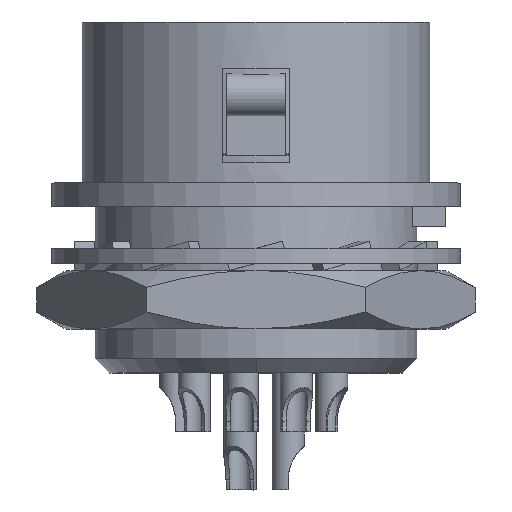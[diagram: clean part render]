
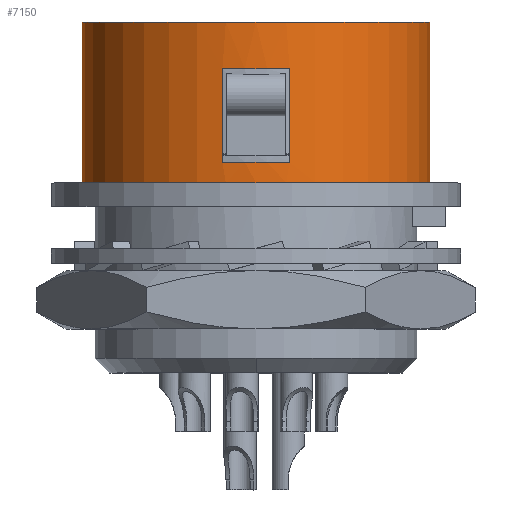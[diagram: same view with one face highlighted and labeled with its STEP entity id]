
A CAD part, top view. The second image highlights one B-rep face of the part: STEP entity #7150.
In plain terms, the highlighted cylindrical face has radius 5.95 mm (diameter 11.9 mm), a partial arc.
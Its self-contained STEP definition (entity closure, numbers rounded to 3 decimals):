
#210=CARTESIAN_POINT('',(0.,6.5,0.
));
#220=DIRECTION('',(0.,1.,0.));
#230=DIRECTION('',(-1.,0.,0.));
#240=AXIS2_PLACEMENT_3D('',#210,#220,#230);
#250=CIRCLE('',#240,5.95);
#260=CARTESIAN_POINT('',(5.95,6.5,0.));
#270=VERTEX_POINT('',#260);
#280=CARTESIAN_POINT('',(-5.95,6.5,0.));
#290=VERTEX_POINT('',#280);
#320=EDGE_CURVE('',#290,#270,#250,.T.);
#2980=CARTESIAN_POINT('',(0.,12.,
0.));
#2990=DIRECTION('',(0.,1.,0.));
#3000=DIRECTION('',(-1.,0.,0.));
#3010=AXIS2_PLACEMENT_3D('',#2980,#2990,#3000);
#3020=CIRCLE('',#3010,5.95);
#3030=CARTESIAN_POINT('',(-5.95,12.,0.));
#3040=VERTEX_POINT('',#3030);
#3050=CARTESIAN_POINT('',(5.95,12.,0.));
#3060=VERTEX_POINT('',#3050);
#3070=EDGE_CURVE('',#3040,#3060,#3020,.T.);
#5890=CARTESIAN_POINT('',(0.,7.2,
0.));
#5900=DIRECTION('',(0.,-1.,0.));
#5910=DIRECTION('',(-1.,0.,0.));
#5920=AXIS2_PLACEMENT_3D('',#5890,#5900,#5910);
#5930=CIRCLE('',#5920,5.95);
#5940=CARTESIAN_POINT('',(1.15,7.2,5.838));
#5950=VERTEX_POINT('',#5940);
#5960=CARTESIAN_POINT('',(-1.15,7.2,5.838));
#5970=VERTEX_POINT('',#5960);
#5980=EDGE_CURVE('',#5950,#5970,#5930,.T.);
#6680=CARTESIAN_POINT('',(0.,12.138,
0.));
#6690=DIRECTION('',(0.,-1.,0.));
#6700=DIRECTION('',(-1.,0.,0.));
#6710=AXIS2_PLACEMENT_3D('',#6680,#6690,#6700);
#6720=CYLINDRICAL_SURFACE('',#6710,5.95);
#6730=CARTESIAN_POINT('',(-5.95,12.138,0.));
#6740=DIRECTION('',(0.,-1.,0.));
#6750=VECTOR('',#6740,1.);
#6760=LINE('',#6730,#6750);
#6770=EDGE_CURVE('',#3040,#290,#6760,.T.);
#6780=ORIENTED_EDGE('',*,*,#6770,.T.);
#6790=ORIENTED_EDGE('',*,*,#3070,.F.);
#6800=CARTESIAN_POINT('',(5.95,12.138,0.));
#6810=DIRECTION('',(0.,-1.,0.));
#6820=VECTOR('',#6810,1.);
#6830=LINE('',#6800,#6820);
#6840=EDGE_CURVE('',#3060,#270,#6830,.T.);
#6850=ORIENTED_EDGE('',*,*,#6840,.F.);
#6860=ORIENTED_EDGE('',*,*,#320,.T.);
#6870=EDGE_LOOP('',(#6860,#6850,#6790,#6780));
#6880=FACE_OUTER_BOUND('',#6870,.T.);
#6890=CARTESIAN_POINT('',(-1.15,12.138,5.838));
#6900=DIRECTION('',(0.,-1.,0.));
#6910=VECTOR('',#6900,1.);
#6920=LINE('',#6890,#6910);
#6930=CARTESIAN_POINT('',(-1.15,10.4,5.838));
#6940=VERTEX_POINT('',#6930);
#6950=EDGE_CURVE('',#6940,#5970,#6920,.T.);
#6960=ORIENTED_EDGE('',*,*,#6950,.F.);
#6970=ORIENTED_EDGE('',*,*,#5980,.T.);
#6980=CARTESIAN_POINT('',(1.15,12.138,5.838));
#6990=DIRECTION('',(0.,-1.,0.));
#7000=VECTOR('',#6990,1.);
#7010=LINE('',#6980,#7000);
#7020=CARTESIAN_POINT('',(1.15,10.4,5.838));
#7030=VERTEX_POINT('',#7020);
#7040=EDGE_CURVE('',#7030,#5950,#7010,.T.);
#7050=ORIENTED_EDGE('',*,*,#7040,.T.);
#7060=CARTESIAN_POINT('',(0.,10.4,
0.));
#7070=DIRECTION('',(0.,-1.,0.));
#7080=DIRECTION('',(-1.,0.,0.));
#7090=AXIS2_PLACEMENT_3D('',#7060,#7070,#7080);
#7100=CIRCLE('',#7090,5.95);
#7110=EDGE_CURVE('',#7030,#6940,#7100,.T.);
#7120=ORIENTED_EDGE('',*,*,#7110,.F.);
#7130=EDGE_LOOP('',(#7120,#7050,#6970,#6960));
#7140=FACE_BOUND('',#7130,.T.);
#7150=ADVANCED_FACE('',(#6880,#7140),#6720,.T.);
